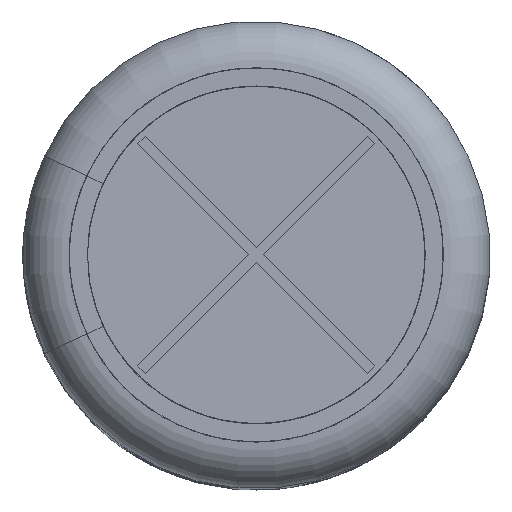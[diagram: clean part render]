
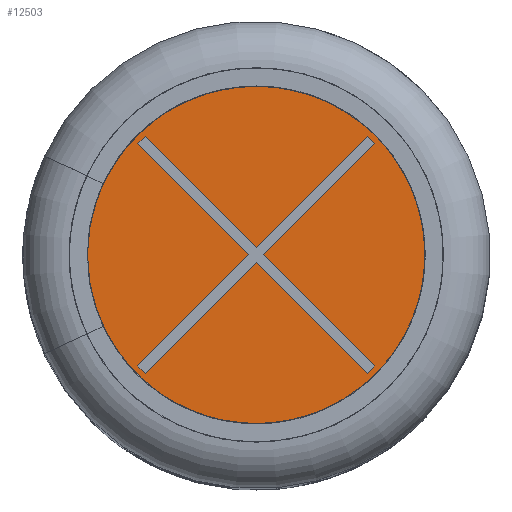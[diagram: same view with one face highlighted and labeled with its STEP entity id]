
A CAD part, top view. The second image highlights one B-rep face of the part: STEP entity #12503.
In plain terms, the highlighted planar face has unit normal (0, 0, 1).
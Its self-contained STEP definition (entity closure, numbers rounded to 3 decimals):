
#397=PLANE('',#13163);
#995=CIRCLE('',#13164,7.209);
#3394=ORIENTED_EDGE('',*,*,#4752,.F.);
#3395=ORIENTED_EDGE('',*,*,#4753,.T.);
#3396=ORIENTED_EDGE('',*,*,#4754,.T.);
#3397=ORIENTED_EDGE('',*,*,#4755,.T.);
#3398=ORIENTED_EDGE('',*,*,#4756,.T.);
#3399=ORIENTED_EDGE('',*,*,#4757,.T.);
#3400=ORIENTED_EDGE('',*,*,#4758,.T.);
#3401=ORIENTED_EDGE('',*,*,#4759,.T.);
#3402=ORIENTED_EDGE('',*,*,#4760,.T.);
#3403=ORIENTED_EDGE('',*,*,#4761,.T.);
#3404=ORIENTED_EDGE('',*,*,#4762,.T.);
#3405=ORIENTED_EDGE('',*,*,#4763,.T.);
#3406=ORIENTED_EDGE('',*,*,#4764,.T.);
#4752=EDGE_CURVE('',#5637,#5637,#995,.T.);
#4753=EDGE_CURVE('',#5638,#5639,#6340,.T.);
#4754=EDGE_CURVE('',#5639,#5640,#6341,.T.);
#4755=EDGE_CURVE('',#5640,#5641,#6342,.T.);
#4756=EDGE_CURVE('',#5641,#5642,#6343,.T.);
#4757=EDGE_CURVE('',#5642,#5643,#6344,.T.);
#4758=EDGE_CURVE('',#5643,#5644,#6345,.T.);
#4759=EDGE_CURVE('',#5644,#5645,#6346,.T.);
#4760=EDGE_CURVE('',#5645,#5646,#6347,.T.);
#4761=EDGE_CURVE('',#5646,#5647,#6348,.T.);
#4762=EDGE_CURVE('',#5647,#5648,#6349,.T.);
#4763=EDGE_CURVE('',#5648,#5649,#6350,.T.);
#4764=EDGE_CURVE('',#5649,#5638,#6351,.T.);
#5637=VERTEX_POINT('',#27115);
#5638=VERTEX_POINT('',#27117);
#5639=VERTEX_POINT('',#27118);
#5640=VERTEX_POINT('',#27120);
#5641=VERTEX_POINT('',#27122);
#5642=VERTEX_POINT('',#27124);
#5643=VERTEX_POINT('',#27126);
#5644=VERTEX_POINT('',#27128);
#5645=VERTEX_POINT('',#27130);
#5646=VERTEX_POINT('',#27132);
#5647=VERTEX_POINT('',#27134);
#5648=VERTEX_POINT('',#27136);
#5649=VERTEX_POINT('',#27138);
#6340=LINE('',#27116,#7016);
#6341=LINE('',#27119,#7017);
#6342=LINE('',#27121,#7018);
#6343=LINE('',#27123,#7019);
#6344=LINE('',#27125,#7020);
#6345=LINE('',#27127,#7021);
#6346=LINE('',#27129,#7022);
#6347=LINE('',#27131,#7023);
#6348=LINE('',#27133,#7024);
#6349=LINE('',#27135,#7025);
#6350=LINE('',#27137,#7026);
#6351=LINE('',#27139,#7027);
#7016=VECTOR('',#15099,1000.);
#7017=VECTOR('',#15100,1000.);
#7018=VECTOR('',#15101,1000.);
#7019=VECTOR('',#15102,1000.);
#7020=VECTOR('',#15103,1000.);
#7021=VECTOR('',#15104,1000.);
#7022=VECTOR('',#15105,1000.);
#7023=VECTOR('',#15106,1000.);
#7024=VECTOR('',#15107,1000.);
#7025=VECTOR('',#15108,1000.);
#7026=VECTOR('',#15109,1000.);
#7027=VECTOR('',#15110,1000.);
#7604=EDGE_LOOP('',(#3394));
#7605=EDGE_LOOP('',(#3395,#3396,#3397,#3398,#3399,#3400,#3401,#3402,#3403,
#3404,#3405,#3406));
#8234=FACE_BOUND('',#7604,.T.);
#8235=FACE_BOUND('',#7605,.T.);
#12503=ADVANCED_FACE('',(#8234,#8235),#397,.T.);
#13163=AXIS2_PLACEMENT_3D('',#27113,#15095,#15096);
#13164=AXIS2_PLACEMENT_3D('',#27114,#15097,#15098);
#15095=DIRECTION('',(0.,0.,1.));
#15096=DIRECTION('',(1.,0.,0.));
#15097=DIRECTION('',(0.,0.,-1.));
#15098=DIRECTION('',(-1.,0.,0.));
#15099=DIRECTION('',(0.707,0.707,0.));
#15100=DIRECTION('',(0.707,-0.707,0.));
#15101=DIRECTION('',(0.707,0.707,0.));
#15102=DIRECTION('',(0.707,-0.707,0.));
#15103=DIRECTION('',(-0.707,-0.707,0.));
#15104=DIRECTION('',(0.707,-0.707,0.));
#15105=DIRECTION('',(-0.707,-0.707,0.));
#15106=DIRECTION('',(-0.707,0.707,0.));
#15107=DIRECTION('',(-0.707,-0.707,0.));
#15108=DIRECTION('',(-0.707,0.707,0.));
#15109=DIRECTION('',(0.707,0.707,0.));
#15110=DIRECTION('',(-0.707,0.707,0.));
#27113=CARTESIAN_POINT('',(-7.209,0.,39.78));
#27114=CARTESIAN_POINT('',(0.,0.,39.78));
#27115=CARTESIAN_POINT('',(-7.209,0.,39.78));
#27116=CARTESIAN_POINT('',(-4.276,4.559,39.78));
#27117=CARTESIAN_POINT('',(-4.559,4.276,39.78));
#27118=CARTESIAN_POINT('',(-4.276,4.559,39.78));
#27119=CARTESIAN_POINT('',(0.,0.283,39.78));
#27120=CARTESIAN_POINT('',(0.,0.283,39.78));
#27121=CARTESIAN_POINT('',(0.,0.283,39.78));
#27122=CARTESIAN_POINT('',(4.276,4.559,39.78));
#27123=CARTESIAN_POINT('',(4.559,4.276,39.78));
#27124=CARTESIAN_POINT('',(4.559,4.276,39.78));
#27125=CARTESIAN_POINT('',(0.283,0.,39.78));
#27126=CARTESIAN_POINT('',(0.283,0.,39.78));
#27127=CARTESIAN_POINT('',(0.283,0.,39.78));
#27128=CARTESIAN_POINT('',(4.559,-4.276,39.78));
#27129=CARTESIAN_POINT('',(4.559,-4.276,39.78));
#27130=CARTESIAN_POINT('',(4.276,-4.559,39.78));
#27131=CARTESIAN_POINT('',(0.,-0.283,39.78));
#27132=CARTESIAN_POINT('',(0.,-0.283,39.78));
#27133=CARTESIAN_POINT('',(0.,-0.283,39.78));
#27134=CARTESIAN_POINT('',(-4.276,-4.559,39.78));
#27135=CARTESIAN_POINT('',(-4.276,-4.559,39.78));
#27136=CARTESIAN_POINT('',(-4.559,-4.276,39.78));
#27137=CARTESIAN_POINT('',(-0.283,0.,39.78));
#27138=CARTESIAN_POINT('',(-0.283,0.,39.78));
#27139=CARTESIAN_POINT('',(-0.283,0.,39.78));
